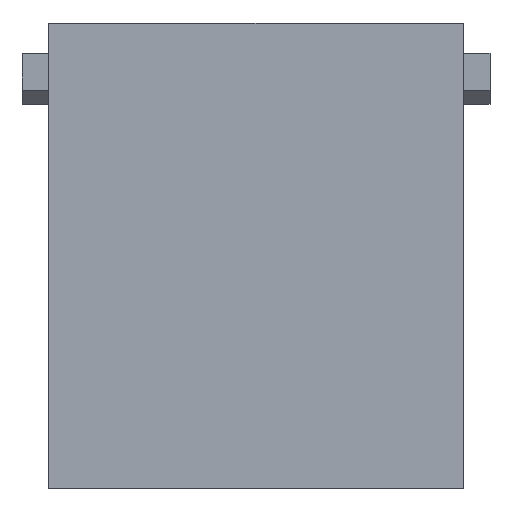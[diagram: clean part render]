
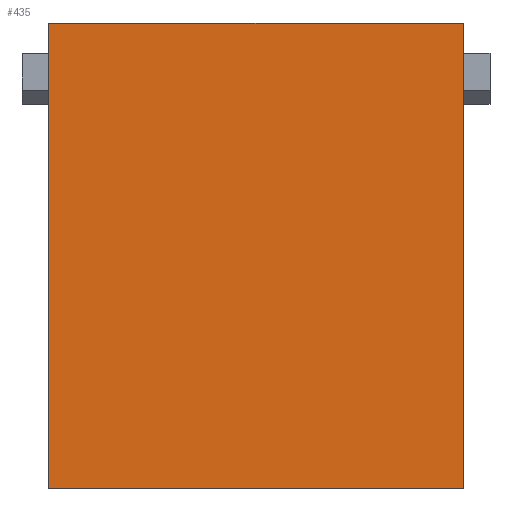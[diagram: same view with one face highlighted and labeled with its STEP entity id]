
A CAD part, top view. The second image highlights one B-rep face of the part: STEP entity #435.
In plain terms, the highlighted planar face has unit normal (0, 0, 1).
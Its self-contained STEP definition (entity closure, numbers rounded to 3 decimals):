
#241=FACE_OUTER_BOUND('',#873,.T.);
#435=ADVANCED_FACE('',(#241),#635,.T.);
#635=PLANE('',#4130);
#873=EDGE_LOOP('',(#1527,#1528,#1529,#1530));
#1527=ORIENTED_EDGE('',*,*,#2769,.T.);
#1528=ORIENTED_EDGE('',*,*,#2659,.F.);
#1529=ORIENTED_EDGE('',*,*,#2770,.T.);
#1530=ORIENTED_EDGE('',*,*,#2679,.F.);
#2269=VERTEX_POINT('',#5734);
#2270=VERTEX_POINT('',#5736);
#2283=VERTEX_POINT('',#5777);
#2284=VERTEX_POINT('',#5779);
#2659=EDGE_CURVE('',#2270,#2269,#3188,.T.);
#2679=EDGE_CURVE('',#2283,#2284,#3208,.T.);
#2769=EDGE_CURVE('',#2283,#2269,#3296,.T.);
#2770=EDGE_CURVE('',#2270,#2284,#3297,.T.);
#3188=LINE('',#5737,#3695);
#3208=LINE('',#5778,#3715);
#3296=LINE('',#5957,#3803);
#3297=LINE('',#5959,#3804);
#3695=VECTOR('',#4538,1.);
#3715=VECTOR('',#4574,1.);
#3803=VECTOR('',#4754,1.);
#3804=VECTOR('',#4757,1.);
#4130=AXIS2_PLACEMENT_3D('',#5960,#4758,#4759);
#4538=DIRECTION('',(0.,1.,0.));
#4574=DIRECTION('',(0.,-1.,0.));
#4754=DIRECTION('',(-1.,0.,0.));
#4757=DIRECTION('',(1.,0.,0.));
#4758=DIRECTION('',(0.,0.,1.));
#4759=DIRECTION('',(-1.,0.,0.));
#5734=CARTESIAN_POINT('',(-15.15,2.5,7.325));
#5736=CARTESIAN_POINT('',(-15.15,-31.5,7.325));
#5737=CARTESIAN_POINT('',(-15.15,-31.5,7.325));
#5777=CARTESIAN_POINT('',(15.15,2.5,7.325));
#5778=CARTESIAN_POINT('',(15.15,2.5,7.325));
#5779=CARTESIAN_POINT('',(15.15,-31.5,7.325));
#5957=CARTESIAN_POINT('',(15.15,2.5,7.325));
#5959=CARTESIAN_POINT('',(-15.15,-31.5,7.325));
#5960=CARTESIAN_POINT('',(15.15,2.5,7.325));
